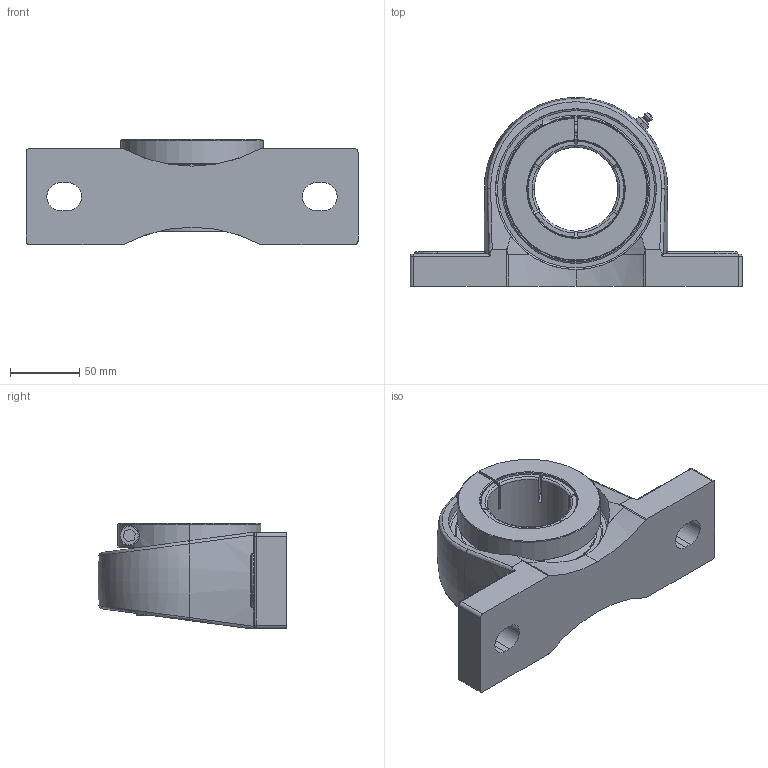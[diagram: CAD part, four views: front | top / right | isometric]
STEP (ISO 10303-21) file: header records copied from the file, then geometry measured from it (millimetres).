
FILE_DESCRIPTION(('HOOPS Exchange Step'),'2;1');
FILE_NAME('export-DFD085B0-DF0A-4FDC-A3BA-26E434510D3B.stp','2019-12-13T14:44:17-08:00',('ibuslach'),('Alibre'),'HOOPS Exchange 2019.2','Alibre','Unknown authorisation');
FILE_SCHEMA( ('AP242_MANAGED_MODEL_BASED_3D_ENGINEERING_MIM_LF {1 0 10303 442 1 1 4 }') );
Length unit declared in the file: centimetre
Products named in the file (8): MRN SP 212; UCP ZERK 9mm; SUE 212 BOLT; SUE 212 LOCK RING; SUE 212 SHIELD; SUE 212-38 RACES; MRN SUE 212-38; MRN SUEP 212-38
Assembly tree (8 placements, depth 3):
  MRN SUEP 212-38
    MRN SP 212
    UCP ZERK 9mm
    MRN SUE 212-38
      SUE 212 BOLT
      SUE 212 LOCK RING
      SUE 212 SHIELD  x2
      SUE 212-38 RACES
Bounding box: 239 x 135.89 x 75.7 mm (x, y, z)
Volume: 712988.1 mm3; surface area: 167242.1 mm2
Topology: 8 solids, 8 shells, 312 faces, 860 edges, 559 vertices
Faces by surface type: plane 98, cylinder 91, cone 52, torus 40, bspline 22, sphere 9
Full cylindrical faces by diameter (mm): 1.981 x2, 6.647 x2, 8.4 x1, 9 x2, 13 x1, 60.325 x1, 76 x4, 77.016 x2, 96 x2, 98 x2, 115.749 x2
Entity records: 18968 total; most frequent: CARTESIAN_POINT 11109, ORIENTED_EDGE 1664, DIRECTION 1611, EDGE_CURVE 832, AXIS2_PLACEMENT_3D 661, VERTEX_POINT 545, CIRCLE 334, EDGE_LOOP 331
